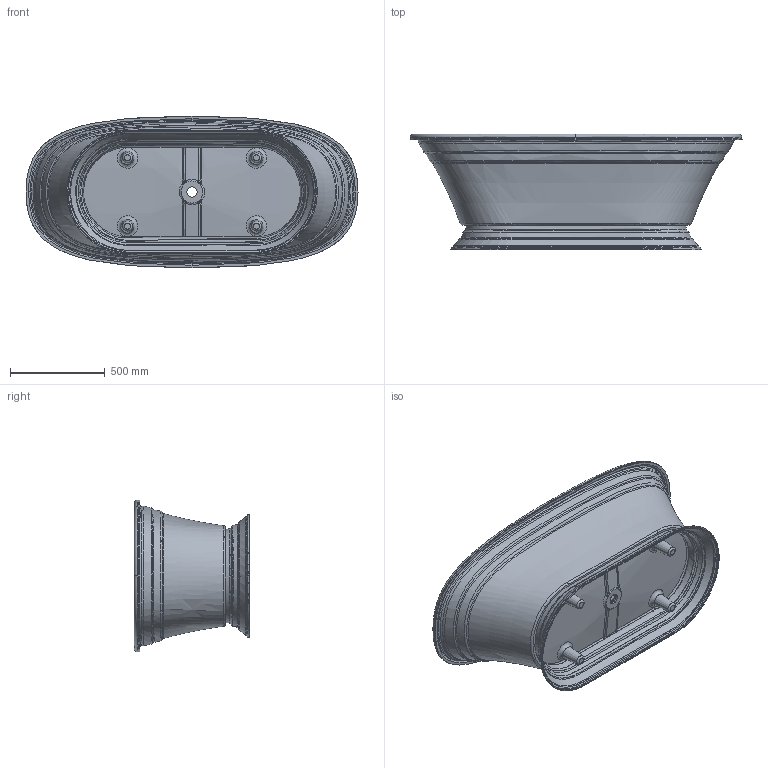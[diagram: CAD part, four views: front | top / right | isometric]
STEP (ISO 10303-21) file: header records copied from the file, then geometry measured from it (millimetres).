
FILE_DESCRIPTION (( 'STEP AP214' ), '1' );
FILE_NAME ('Anastasia.STEP', '2023-04-10T08:53:05', ( 'User Windows' ), ( '' ), 'SwSTEP 2.0', 'SolidWorks 2020', '' );
FILE_SCHEMA (( 'AUTOMOTIVE_DESIGN' ));
Products named in the file (1): Anastasia
Bounding box: 1750 x 610.01 x 800 mm (x, y, z)
Volume: 61314102.6 mm3; surface area: 6065034.5 mm2
Topology: 2 solids, 2 shells, 200 faces, 525 edges, 336 vertices
Faces by surface type: bspline 140, plane 32, cylinder 9, sphere 8, cone 7, torus 4
Full cylindrical faces by diameter (mm): 55 x1
Entity records: 92358 total; most frequent: CARTESIAN_POINT 88757, ORIENTED_EDGE 894, EDGE_CURVE 447, DIRECTION 414, VERTEX_POINT 301, B_SPLINE_CURVE_WITH_KNOTS 263, EDGE_LOOP 256, FACE_OUTER_BOUND 238
